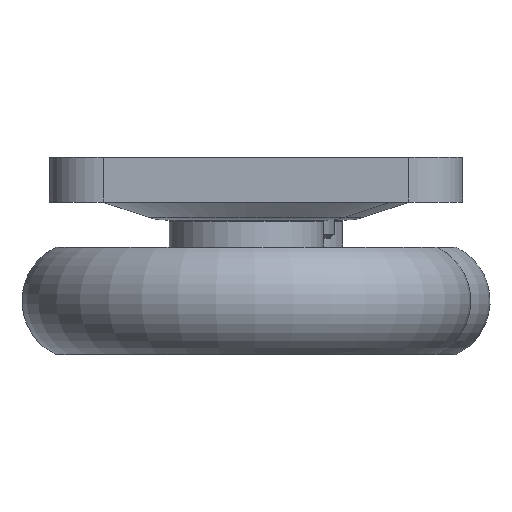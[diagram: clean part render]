
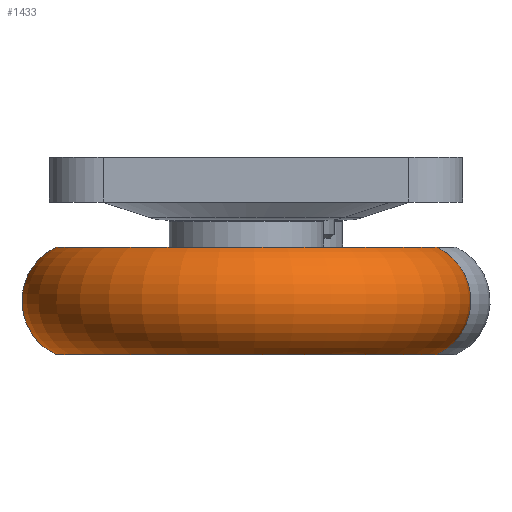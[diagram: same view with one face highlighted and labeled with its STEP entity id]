
A CAD part, front view. The second image highlights one B-rep face of the part: STEP entity #1433.
In plain terms, the highlighted toroidal (fillet/blend) face has major radius 9.2 mm and minor radius 3.3 mm.
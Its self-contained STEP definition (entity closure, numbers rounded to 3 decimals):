
#158=TOROIDAL_SURFACE('',#1634,9.2,3.3);
#233=FACE_BOUND('',#551,.T.);
#374=FACE_OUTER_BOUND('',#550,.T.);
#550=EDGE_LOOP('',(#1258));
#551=EDGE_LOOP('',(#1259));
#750=CIRCLE('',#1633,10.575);
#751=CIRCLE('',#1635,10.575);
#874=VERTEX_POINT('',#2523);
#875=VERTEX_POINT('',#2526);
#1014=EDGE_CURVE('',#874,#874,#750,.T.);
#1015=EDGE_CURVE('',#875,#875,#751,.T.);
#1258=ORIENTED_EDGE('',*,*,#1015,.F.);
#1259=ORIENTED_EDGE('',*,*,#1014,.T.);
#1433=ADVANCED_FACE('',(#374,#233),#158,.T.);
#1633=AXIS2_PLACEMENT_3D('',#2524,#2066,#2067);
#1634=AXIS2_PLACEMENT_3D('',#2525,#2068,#2069);
#1635=AXIS2_PLACEMENT_3D('',#2527,#2070,#2071);
#2066=DIRECTION('center_axis',(-1.,0.,0.));
#2067=DIRECTION('ref_axis',(0.,1.,0.));
#2068=DIRECTION('center_axis',(-1.,0.,0.));
#2069=DIRECTION('ref_axis',(0.,0.,1.));
#2070=DIRECTION('center_axis',(-1.,0.,0.));
#2071=DIRECTION('ref_axis',(0.,1.,0.));
#2523=CARTESIAN_POINT('',(6.,10.575,0.));
#2524=CARTESIAN_POINT('Origin',(6.,0.,0.));
#2525=CARTESIAN_POINT('Origin',(3.,0.,0.));
#2526=CARTESIAN_POINT('',(0.,10.575,0.));
#2527=CARTESIAN_POINT('Origin',(0.,0.,0.));
